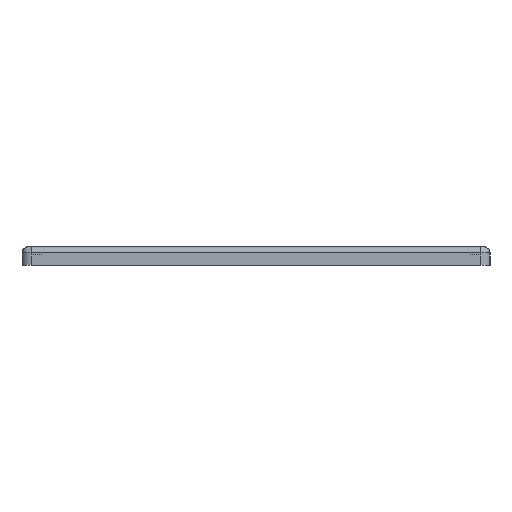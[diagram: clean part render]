
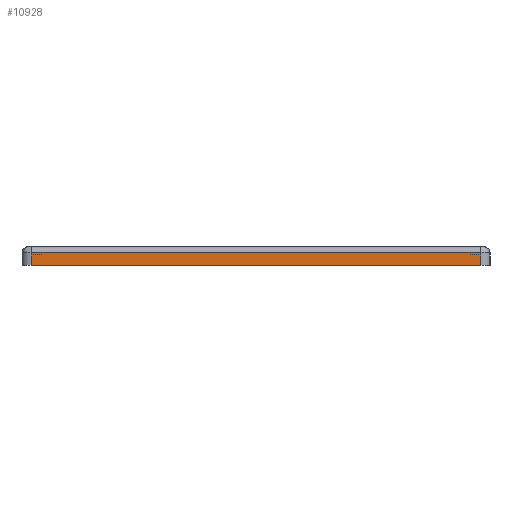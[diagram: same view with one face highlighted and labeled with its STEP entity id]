
A CAD part, left-side view. The second image highlights one B-rep face of the part: STEP entity #10928.
In plain terms, the highlighted planar face has unit normal (-1, 0, 0).
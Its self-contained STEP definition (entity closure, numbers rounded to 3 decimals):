
#1898=FACE_OUTER_BOUND('',#2563,.T.);
#2563=EDGE_LOOP('',(#8989,#8990,#8991,#8992));
#3342=LINE('',#20309,#4045);
#3347=LINE('',#20333,#4050);
#3348=LINE('',#20337,#4051);
#3349=LINE('',#20338,#4052);
#4045=VECTOR('',#12850,10.);
#4050=VECTOR('',#12859,10.);
#4051=VECTOR('',#12864,10.);
#4052=VECTOR('',#12865,10.);
#5009=VERTEX_POINT('',#20150);
#5030=VERTEX_POINT('',#20289);
#5037=VERTEX_POINT('',#20332);
#5038=VERTEX_POINT('',#20336);
#6396=EDGE_CURVE('',#5009,#5030,#3342,.T.);
#6403=EDGE_CURVE('',#5030,#5037,#3347,.T.);
#6405=EDGE_CURVE('',#5038,#5009,#3348,.T.);
#6406=EDGE_CURVE('',#5038,#5037,#3349,.T.);
#8989=ORIENTED_EDGE('',*,*,#6396,.F.);
#8990=ORIENTED_EDGE('',*,*,#6405,.F.);
#8991=ORIENTED_EDGE('',*,*,#6406,.T.);
#8992=ORIENTED_EDGE('',*,*,#6403,.F.);
#10556=PLANE('',#11430);
#10928=ADVANCED_FACE('',(#1898),#10556,.T.);
#11430=AXIS2_PLACEMENT_3D('',#20335,#12862,#12863);
#12850=DIRECTION('',(0.,-1.,0.));
#12859=DIRECTION('',(0.,0.,-1.));
#12862=DIRECTION('center_axis',(-1.,0.,0.));
#12863=DIRECTION('ref_axis',(0.,-1.,0.));
#12864=DIRECTION('',(0.,0.,1.));
#12865=DIRECTION('',(0.,-1.,0.));
#20150=CARTESIAN_POINT('',(-10.,7.,16.));
#20289=CARTESIAN_POINT('',(-10.,-138.5,16.));
#20309=CARTESIAN_POINT('',(-10.,-27.875,16.));
#20332=CARTESIAN_POINT('',(-10.,-138.5,12.));
#20333=CARTESIAN_POINT('',(-10.,-138.5,12.));
#20335=CARTESIAN_POINT('Origin',(-10.,10.,12.));
#20336=CARTESIAN_POINT('',(-10.,7.,12.));
#20337=CARTESIAN_POINT('',(-10.,7.,12.));
#20338=CARTESIAN_POINT('',(-10.,10.,12.));
